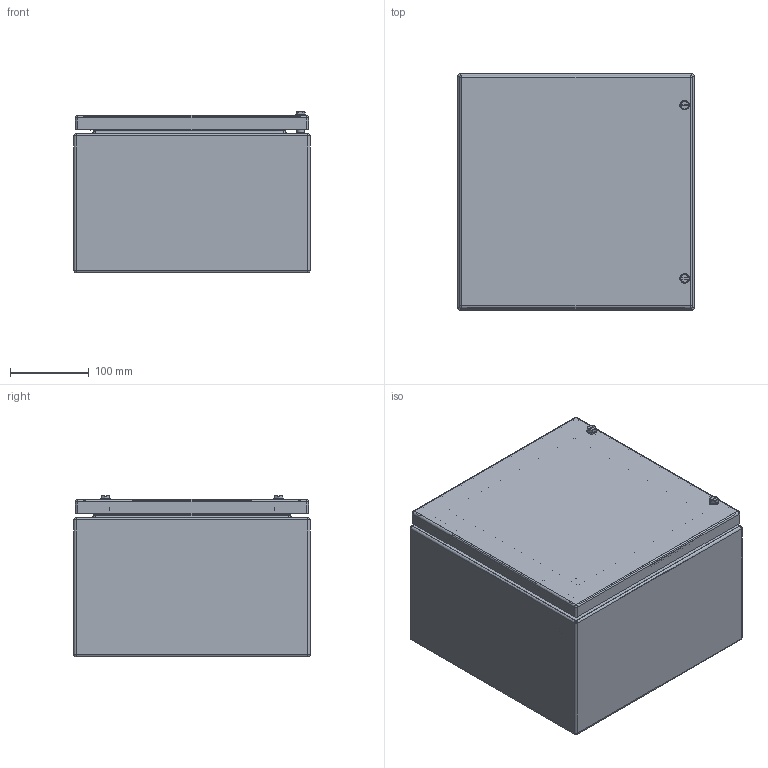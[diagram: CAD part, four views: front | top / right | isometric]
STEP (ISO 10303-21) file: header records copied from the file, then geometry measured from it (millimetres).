
FILE_DESCRIPTION(('CATIA V5R22 STEP214','CAx-IF Rec.Pracs.--- Model Styling and Organization---1.4--- 2014-01-23'),'2;1');
FILE_NAME ('D1518371_1_8000090344_LD_8000090344_KEBI_HS_303020_S2N0_AL.stp','2022-02-03T12:45:25+00:00',('none'),('Weidmueller'),'CATIA Version 5-6 Release 2016 SP3 HF44','CATIA V5 STEP AP214','none');
FILE_SCHEMA(('AUTOMOTIVE_DESIGN { 1 0 10303 214 1 1 1 1 }'));
Length unit declared in the file: millimetre
Products named in the file (1): HS KEBI 300X300X200 0GP
Bounding box: 300 x 300 x 205.6 mm (x, y, z)
Volume: 850192.4 mm3; surface area: 992737.6 mm2
Topology: 25 solids, 25 shells, 604 faces, 1466 edges, 916 vertices
Faces by surface type: cylinder 270, plane 242, cone 28, sphere 24, torus 24, bspline 16
Entity records: 18834 total; most frequent: CARTESIAN_POINT 5398, ORIENTED_EDGE 2884, DIRECTION 2383, EDGE_CURVE 1442, AXIS2_PLACEMENT_3D 1046, VERTEX_POINT 916, VECTOR 750, LINE 750
